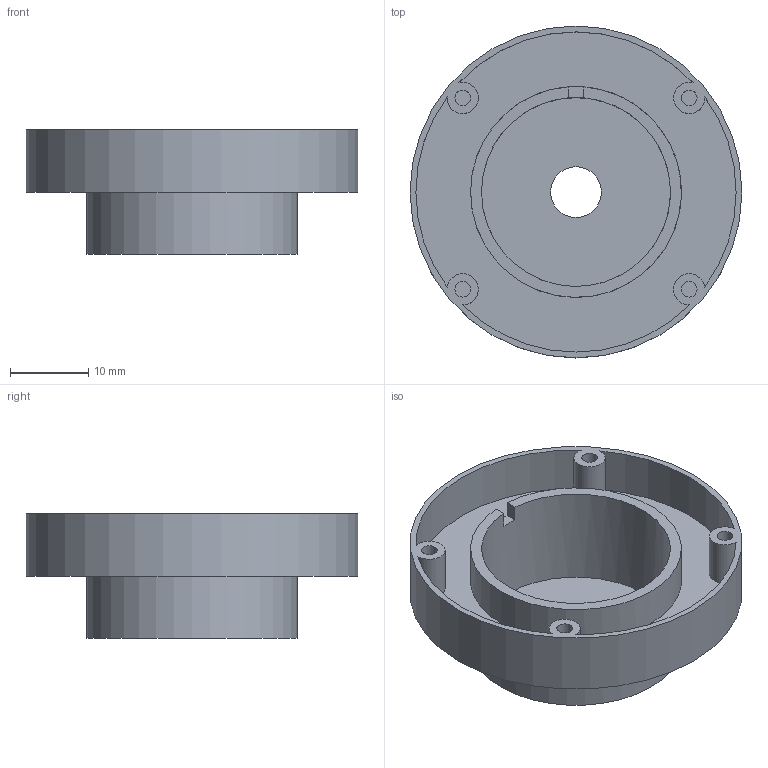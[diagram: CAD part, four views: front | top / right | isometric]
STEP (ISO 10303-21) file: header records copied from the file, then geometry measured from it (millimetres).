
FILE_DESCRIPTION(/* description */ (''),/* implementation_level */ '2;1');
FILE_NAME(/* name */ 'moto_base v2.step',/* time_stamp */ '2025-05-13T21:16:03+08:00',/* author */ (''),/* organization */ (''),/* preprocessor_version */ 'ST-DEVELOPER v20.1',/* originating_system */ 'Autodesk Translation Framework v14.4.0.0',/* authorisation */ '');
FILE_SCHEMA (('AUTOMOTIVE_DESIGN { 1 0 10303 214 3 1 1 }'));
Length unit declared in the file: millimetre
Products named in the file (1): moto_base
Bounding box: 42.5 x 42.5 x 16 mm (x, y, z)
Volume: 5023.3 mm3; surface area: 7059 mm2
Topology: 1 solids, 1 shells, 30 faces, 63 edges, 42 vertices
Faces by surface type: cylinder 17, plane 13
Full cylindrical faces by diameter (mm): 2 x4, 6.5 x1, 24.2 x1, 27 x2, 42.5 x1
Entity records: 862 total; most frequent: DIRECTION 163, CARTESIAN_POINT 136, ORIENTED_EDGE 126, AXIS2_PLACEMENT_3D 69, EDGE_CURVE 63, VERTEX_POINT 42, EDGE_LOOP 39, CIRCLE 38
